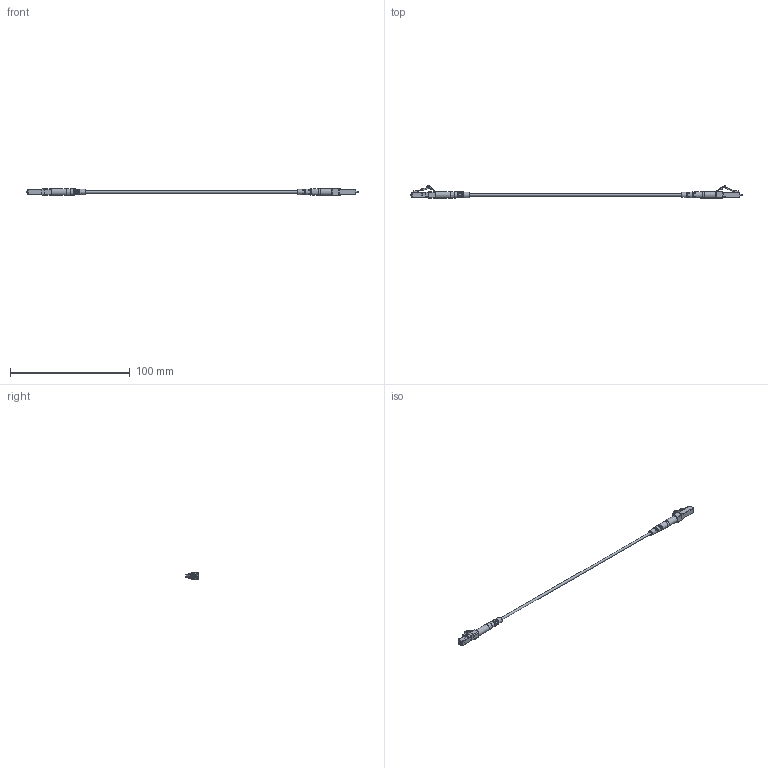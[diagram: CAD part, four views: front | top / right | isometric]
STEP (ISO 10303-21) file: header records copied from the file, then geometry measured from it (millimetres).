
FILE_DESCRIPTION (( 'STEP AP214' ), '1' );
FILE_NAME ('FCA-S2SZ-LCALCU.step', '2022-11-03T03:46:39', ( '' ), ( '' ), 'SwSTEP 2.0', 'SolidWorks 2022', '' );
FILE_SCHEMA (( 'AUTOMOTIVE_DESIGN' ));
Length unit declared in the file: inch
Products named in the file (14): 1AF02-003-MA1^LC-UPC CONN_FCA-S2SZ-LCALCU; Fiber Coax^FCA-S2SZ-LCALCU; FCA-S2SZ-LCALCU; 1AF02-003-MA2^LC-UPC CONN_FCA-S2SZ-LCALCU; boot^LC-APC CONN_FCA-S2SZ-LCALCU; 11^LC-APC CONN_FCA-S2SZ-LCALCU; spring^LC-APC CONN_FCA-S2SZ-LCALCU; LC-UPC CONN^FCA-S2SZ-LCALCU; 1.25mm ferrule^LC-APC CONN_FCA-S2SZ-LCALCU; 17mm lg tube^LC-APC CONN_FCA-S2SZ-LCALCU; LC-APC CONN^FCA-S2SZ-LCALCU; crimp tube^LC-APC CONN_FCA-S2SZ-LCALCU; conn head^LC-APC CONN_FCA-S2SZ-LCALCU; clip^LC-APC CONN_FCA-S2SZ-LCALCU
Assembly tree (13 placements, depth 3):
  FCA-S2SZ-LCALCU
    Fiber Coax^FCA-S2SZ-LCALCU
    LC-APC CONN^FCA-S2SZ-LCALCU
      conn head^LC-APC CONN_FCA-S2SZ-LCALCU
      1.25mm ferrule^LC-APC CONN_FCA-S2SZ-LCALCU
      spring^LC-APC CONN_FCA-S2SZ-LCALCU
      17mm lg tube^LC-APC CONN_FCA-S2SZ-LCALCU
      clip^LC-APC CONN_FCA-S2SZ-LCALCU
      11^LC-APC CONN_FCA-S2SZ-LCALCU
      crimp tube^LC-APC CONN_FCA-S2SZ-LCALCU
      boot^LC-APC CONN_FCA-S2SZ-LCALCU
    LC-UPC CONN^FCA-S2SZ-LCALCU
      1AF02-003-MA1^LC-UPC CONN_FCA-S2SZ-LCALCU
      1AF02-003-MA2^LC-UPC CONN_FCA-S2SZ-LCALCU
Bounding box: 277.75 x 10.39 x 5.59 mm (x, y, z)
Volume: 2173.5 mm3; surface area: 5217.3 mm2
Topology: 12 solids, 12 shells, 500 faces, 1295 edges, 807 vertices
Faces by surface type: plane 254, cylinder 187, sphere 22, torus 16, cone 12, bspline 9
Full cylindrical faces by diameter (mm): 0.1 x1, 0.8 x1, 0.9 x1, 1.25 x1, 1.27 x1, 1.35 x1, 1.4 x1, 1.5 x1, 1.8 x1, 1.9 x1, 2 x1, 2.159 x1, 2.3 x1, 2.5 x1, 2.6 x1, 2.7 x1, 2.87 x2, 3 x3, 3.048 x3, 3.1 x1, 3.2 x1, 3.6 x1, 3.78 x1, 4 x1, 5.5 x1, 5.588 x1
Entity records: 19138 total; most frequent: CARTESIAN_POINT 5471, DIRECTION 2401, ORIENTED_EDGE 2374, EDGE_CURVE 1187, AXIS2_PLACEMENT_3D 861, VERTEX_POINT 782, LINE 679, VECTOR 679
